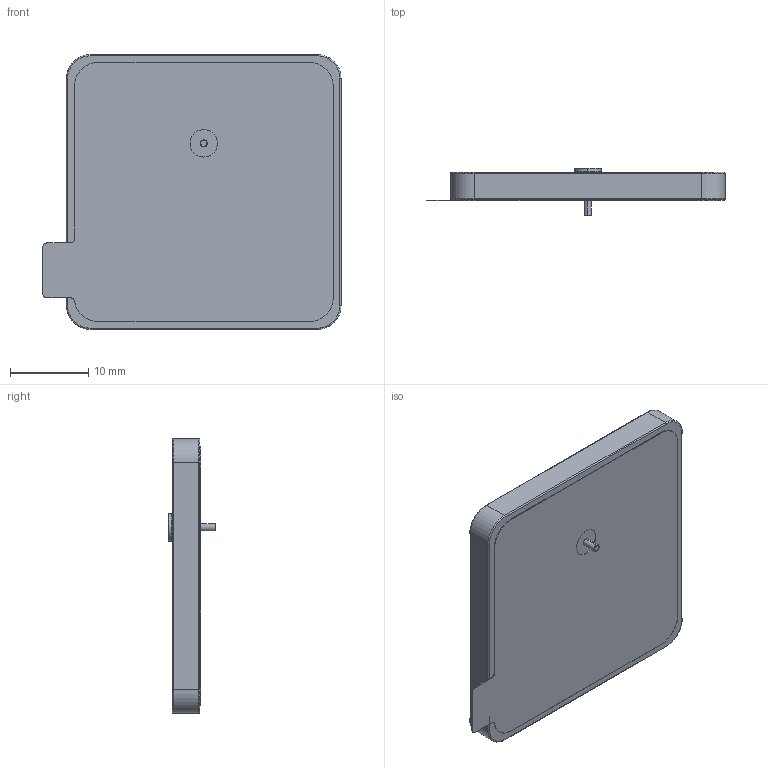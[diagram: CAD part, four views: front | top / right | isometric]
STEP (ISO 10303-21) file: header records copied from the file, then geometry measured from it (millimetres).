
FILE_DESCRIPTION (( 'STEP AP214' ), '1' );
FILE_NAME ('GGBTP.35.3.A.40_web.STEP', '2020-08-12T08:45:22', ( '' ), ( '' ), 'SwSTEP 2.0', 'SolidWorks 2018', '' );
FILE_SCHEMA (( 'AUTOMOTIVE_DESIGN' ));
Length unit declared in the file: millimetre
Products named in the file (1): GGBTP.35.3.A.40_web
Bounding box: 38 x 6 x 35 mm (x, y, z)
Surface area: 5117.7 mm2 (no closed solid volume)
Topology: 0 solids, 22 shells, 314 faces, 1107 edges, 802 vertices
Faces by surface type: plane 157, bspline 115, cylinder 28, torus 14
Entity records: 20261 total; most frequent: CARTESIAN_POINT 8825, ORIENTED_EDGE 1720, DIRECTION 1161, EDGE_CURVE 1107, VERTEX_POINT 802, LINE 585, VECTOR 585, EDGE_LOOP 391
